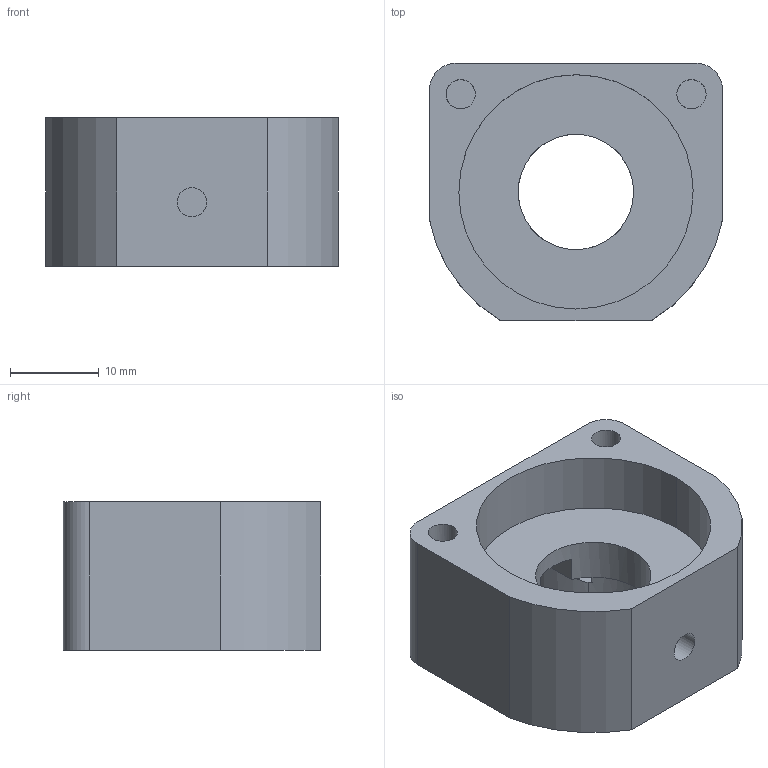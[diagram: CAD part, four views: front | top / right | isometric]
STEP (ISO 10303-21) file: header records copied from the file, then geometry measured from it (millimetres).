
FILE_DESCRIPTION(('HOOPS Exchange Step'),'2;1');
FILE_NAME('temp_export','2023-09-10T08:45:07+02:00',('mobile'),('Shapr3D Limited'),'HOOPS Exchange 2021.2','Shapr3D','Authorized');
FILE_SCHEMA( ('AP203_CONFIGURATION_CONTROLLED_3D_DESIGN_OF_MECHANICAL_PARTS_AND_ASSEMBLIES_MIM_LF') );
Length unit declared in the file: millimetre
Products named in the file (5): Dossier 09; Esquisse; Vice v2; V6; B6F87ABC-228C-4E3A-B261-96B24A1F8FED.tmp
Assembly tree (4 placements, depth 4):
  B6F87ABC-228C-4E3A-B261-96B24A1F8FED.tmp
    V6
      Esquisse
        Dossier 09
      Vice v2
Bounding box: 33 x 29 x 16.7 mm (x, y, z)
Volume: 8502 mm3; surface area: 4837.1 mm2
Topology: 1 solids, 1 shells, 35 faces, 108 edges, 76 vertices
Faces by surface type: plane 18, cylinder 15, bspline 2
Full cylindrical faces by diameter (mm): 2.5 x2, 3.3 x1, 4 x2, 13 x1
Entity records: 3271 total; most frequent: CARTESIAN_POINT 2184, ORIENTED_EDGE 216, DIRECTION 202, EDGE_CURVE 108, VERTEX_POINT 76, AXIS2_PLACEMENT_3D 75, VECTOR 52, LINE 52
